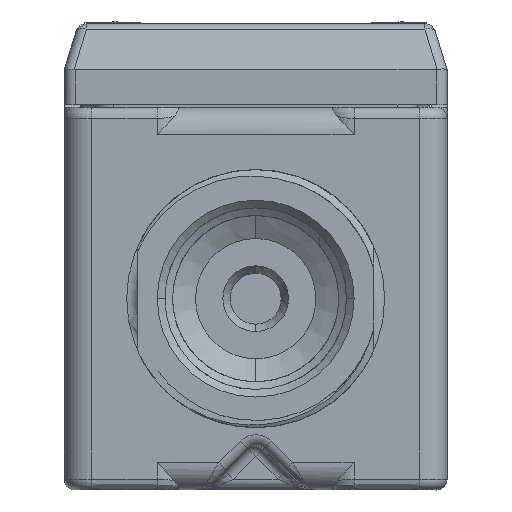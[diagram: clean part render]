
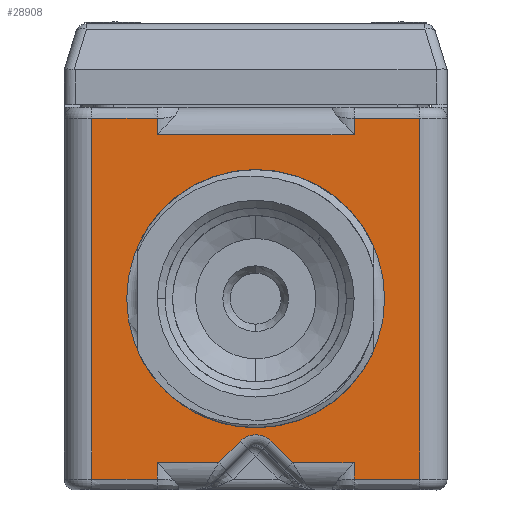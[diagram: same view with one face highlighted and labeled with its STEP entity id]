
A CAD part, front view. The second image highlights one B-rep face of the part: STEP entity #28908.
In plain terms, the highlighted planar face has unit normal (0, -1, 0).
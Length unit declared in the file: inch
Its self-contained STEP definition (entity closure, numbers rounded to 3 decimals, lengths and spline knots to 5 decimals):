
#4767=DIRECTION('',(-1.,0.,0.));
#4768=VECTOR('',#4767,0.9);
#4769=CARTESIAN_POINT('',(0.45,-2.34016,0.7498));
#4770=LINE('',#4769,#4768);
#5184=CARTESIAN_POINT('',(-0.7498,-2.34016,0.825));
#5185=CARTESIAN_POINT('',(-0.72918,-2.34016,
0.825));
#5186=CARTESIAN_POINT('',(-0.68932,-2.34016,
0.825));
#5187=CARTESIAN_POINT('',(-0.63384,-2.34016,
0.825));
#5188=CARTESIAN_POINT('',(-0.58225,-2.34016,
0.825));
#5189=CARTESIAN_POINT('',(-0.53438,-2.34016,
0.82499));
#5190=CARTESIAN_POINT('',(-0.49007,-2.34016,
0.82504));
#5191=CARTESIAN_POINT('',(-0.46295,-2.34016,
0.82492));
#5192=CARTESIAN_POINT('',(-0.45,-2.34016,
0.825));
#5194=DIRECTION('',(0.,0.,-1.));
#5195=VECTOR('',#5194,0.0752);
#5196=CARTESIAN_POINT('',(-0.45,-2.34016,
0.825));
#5197=LINE('',#5196,#5195);
#5198=DIRECTION('',(0.,0.,-1.));
#5199=VECTOR('',#5198,0.0752);
#5200=CARTESIAN_POINT('',(0.45,-2.34016,
0.825));
#5201=LINE('',#5200,#5199);
#5202=CARTESIAN_POINT('',(0.45,-2.34016,
0.825));
#5203=CARTESIAN_POINT('',(0.46295,-2.34016,
0.82492));
#5204=CARTESIAN_POINT('',(0.49006,-2.34016,
0.82505));
#5205=CARTESIAN_POINT('',(0.5344,-2.34016,
0.82499));
#5206=CARTESIAN_POINT('',(0.58227,-2.34016,
0.825));
#5207=CARTESIAN_POINT('',(0.63387,-2.34016,
0.825));
#5208=CARTESIAN_POINT('',(0.68934,-2.34016,
0.825));
#5209=CARTESIAN_POINT('',(0.72919,-2.34016,
0.825));
#5210=CARTESIAN_POINT('',(0.7498,-2.34016,0.825));
#5212=CARTESIAN_POINT('',(0.7498,-2.34016,-0.825));
#5213=CARTESIAN_POINT('',(0.72919,-2.34016,
-0.825));
#5214=CARTESIAN_POINT('',(0.68934,-2.34016,
-0.825));
#5215=CARTESIAN_POINT('',(0.63386,-2.34016,
-0.825));
#5216=CARTESIAN_POINT('',(0.58227,-2.34016,
-0.825));
#5217=CARTESIAN_POINT('',(0.5344,-2.34016,
-0.82499));
#5218=CARTESIAN_POINT('',(0.49006,-2.34016,
-0.82505));
#5219=CARTESIAN_POINT('',(0.46295,-2.34016,
-0.82492));
#5220=CARTESIAN_POINT('',(0.45,-2.34016,
-0.825));
#5222=DIRECTION('',(0.,0.,-1.));
#5223=VECTOR('',#5222,0.0752);
#5224=CARTESIAN_POINT('',(0.45,-2.34016,-0.7498));
#5225=LINE('',#5224,#5223);
#5226=DIRECTION('',(0.,0.,-1.));
#5227=VECTOR('',#5226,0.0752);
#5228=CARTESIAN_POINT('',(-0.45,-2.34016,-0.7498));
#5229=LINE('',#5228,#5227);
#5230=CARTESIAN_POINT('',(-0.45,-2.34016,
-0.825));
#5231=CARTESIAN_POINT('',(-0.46295,-2.34016,
-0.82492));
#5232=CARTESIAN_POINT('',(-0.49007,-2.34016,
-0.82504));
#5233=CARTESIAN_POINT('',(-0.53438,-2.34016,
-0.82499));
#5234=CARTESIAN_POINT('',(-0.58225,-2.34016,
-0.825));
#5235=CARTESIAN_POINT('',(-0.63385,-2.34016,
-0.825));
#5236=CARTESIAN_POINT('',(-0.68934,-2.34016,
-0.825));
#5237=CARTESIAN_POINT('',(-0.72919,-2.34016,
-0.825));
#5238=CARTESIAN_POINT('',(-0.7498,-2.34016,-0.825));
#5240=DIRECTION('',(0.,0.,1.));
#5241=VECTOR('',#5240,1.65);
#5242=CARTESIAN_POINT('',(-0.7498,-2.34016,-0.825));
#5243=LINE('',#5242,#5241);
#5244=CARTESIAN_POINT('',(0.,-2.34016,0.));
#5245=DIRECTION('',(0.,-1.,0.));
#5246=DIRECTION('',(0.,0.,-1.));
#5247=AXIS2_PLACEMENT_3D('',#5244,#5245,#5246);
#5249=CARTESIAN_POINT('',(0.,-2.34016,0.));
#5250=DIRECTION('',(0.,-1.,0.));
#5251=DIRECTION('',(0.,0.,1.));
#5252=AXIS2_PLACEMENT_3D('',#5249,#5250,#5251);
#5279=CARTESIAN_POINT('',(0.45,-2.34016,0.7498));
#5314=DIRECTION('',(0.,0.,1.));
#5315=VECTOR('',#5314,1.65);
#5316=CARTESIAN_POINT('',(0.7498,-2.34016,-0.825));
#5317=LINE('',#5316,#5315);
#5357=DIRECTION('',(1.,0.,0.));
#5358=VECTOR('',#5357,0.28117);
#5359=CARTESIAN_POINT('',(0.16883,-2.34016,
-0.7498));
#5360=LINE('',#5359,#5358);
#5530=DIRECTION('',(1.,0.,0.));
#5531=VECTOR('',#5530,0.28117);
#5532=CARTESIAN_POINT('',(-0.45,-2.34016,-0.7498));
#5533=LINE('',#5532,#5531);
#5572=CARTESIAN_POINT('',(-0.45,-2.34016,-0.7498));
#5624=CARTESIAN_POINT('',(-0.16883,-2.34016,
-0.7498));
#5693=CARTESIAN_POINT('',(0.,-2.34016,-0.7224));
#5694=DIRECTION('',(0.,1.,0.));
#5695=DIRECTION('',(-0.707,0.,0.707));
#5696=AXIS2_PLACEMENT_3D('',#5693,#5694,#5695);
#5698=DIRECTION('',(0.707,0.,0.707));
#5699=VECTOR('',#5698,0.13876);
#5700=CARTESIAN_POINT('',(-0.16883,-2.34016,
-0.7498));
#5701=LINE('',#5700,#5699);
#5711=DIRECTION('',(-0.707,0.,0.707));
#5712=VECTOR('',#5711,0.13876);
#5713=CARTESIAN_POINT('',(0.16883,-2.34016,
-0.7498));
#5714=LINE('',#5713,#5712);
#19143=CARTESIAN_POINT('',(0.,-2.34016,-0.58996));
#19144=CARTESIAN_POINT('',(0.,-2.34016,0.58996));
#19145=VERTEX_POINT('',#19143);
#19146=VERTEX_POINT('',#19144);
#19275=VERTEX_POINT('',#5624);
#19276=CARTESIAN_POINT('',(-0.07071,-2.34016,
-0.65168));
#19277=VERTEX_POINT('',#19276);
#19282=CARTESIAN_POINT('',(0.07071,-2.34016,
-0.65168));
#19283=VERTEX_POINT('',#19282);
#19284=CARTESIAN_POINT('',(0.16883,-2.34016,
-0.7498));
#19285=VERTEX_POINT('',#19284);
#19595=CARTESIAN_POINT('',(0.7498,-2.34016,0.825));
#19596=VERTEX_POINT('',#19595);
#19599=VERTEX_POINT('',#5184);
#19600=VERTEX_POINT('',#5192);
#19602=VERTEX_POINT('',#5202);
#19615=CARTESIAN_POINT('',(-0.7498,-2.34016,-0.825));
#19616=VERTEX_POINT('',#19615);
#19619=VERTEX_POINT('',#5212);
#19620=VERTEX_POINT('',#5220);
#19622=VERTEX_POINT('',#5230);
#19629=CARTESIAN_POINT('',(-0.45,-2.34016,0.7498));
#19630=VERTEX_POINT('',#19629);
#19633=VERTEX_POINT('',#5279);
#19639=VERTEX_POINT('',#5572);
#20063=CARTESIAN_POINT('',(0.45,-2.34016,-0.7498));
#20064=VERTEX_POINT('',#20063);
#28867=CARTESIAN_POINT('',(0.,-2.34016,0.));
#28868=DIRECTION('',(0.,1.,0.));
#28869=DIRECTION('',(1.,0.,0.));
#28870=AXIS2_PLACEMENT_3D('',#28867,#28868,#28869);
#28871=PLANE('',#28870);
#28872=ORIENTED_EDGE('',*,*,#27991,.T.);
#28874=ORIENTED_EDGE('',*,*,#28873,.T.);
#28875=ORIENTED_EDGE('',*,*,#28125,.F.);
#28877=ORIENTED_EDGE('',*,*,#28876,.F.);
#28878=ORIENTED_EDGE('',*,*,#28303,.T.);
#28880=ORIENTED_EDGE('',*,*,#28879,.F.);
#28882=ORIENTED_EDGE('',*,*,#28881,.T.);
#28884=ORIENTED_EDGE('',*,*,#28883,.F.);
#28886=ORIENTED_EDGE('',*,*,#28885,.F.);
#28888=ORIENTED_EDGE('',*,*,#28887,.T.);
#28890=ORIENTED_EDGE('',*,*,#28889,.F.);
#28892=ORIENTED_EDGE('',*,*,#28891,.F.);
#28894=ORIENTED_EDGE('',*,*,#28893,.F.);
#28896=ORIENTED_EDGE('',*,*,#28895,.T.);
#28898=ORIENTED_EDGE('',*,*,#28897,.T.);
#28899=ORIENTED_EDGE('',*,*,#28860,.T.);
#28900=EDGE_LOOP('',(#28872,#28874,#28875,#28877,#28878,#28880,#28882,#28884,
#28886,#28888,#28890,#28892,#28894,#28896,#28898,#28899));
#28901=FACE_OUTER_BOUND('',#28900,.F.);
#28903=ORIENTED_EDGE('',*,*,#28902,.T.);
#28905=ORIENTED_EDGE('',*,*,#28904,.T.);
#28906=EDGE_LOOP('',(#28903,#28905));
#28907=FACE_BOUND('',#28906,.F.);
#28908=ADVANCED_FACE('',(#28901,#28907),#28871,.F.);
#5193=B_SPLINE_CURVE_WITH_KNOTS('',3,(#5184,#5185,#5186,#5187,#5188,#5189,#5190,
#5191,#5192),.UNSPECIFIED.,.F.,.F.,(4,1,1,1,1,1,4),(0.,0.16667,
0.33333,0.5,0.66667,0.83333,1.),
.UNSPECIFIED.);
#5211=B_SPLINE_CURVE_WITH_KNOTS('',3,(#5202,#5203,#5204,#5205,#5206,#5207,#5208,
#5209,#5210),.UNSPECIFIED.,.F.,.F.,(4,1,1,1,1,1,4),(0.,0.16667,
0.33333,0.5,0.66667,0.83333,1.),
.UNSPECIFIED.);
#5221=B_SPLINE_CURVE_WITH_KNOTS('',3,(#5212,#5213,#5214,#5215,#5216,#5217,#5218,
#5219,#5220),.UNSPECIFIED.,.F.,.F.,(4,1,1,1,1,1,4),(0.,0.16667,
0.33333,0.5,0.66667,0.83333,1.),
.UNSPECIFIED.);
#5239=B_SPLINE_CURVE_WITH_KNOTS('',3,(#5230,#5231,#5232,#5233,#5234,#5235,#5236,
#5237,#5238),.UNSPECIFIED.,.F.,.F.,(4,1,1,1,1,1,4),(0.,0.16667,
0.33333,0.5,0.66667,0.83333,1.),
.UNSPECIFIED.);
#5248=CIRCLE('',#5247,0.58996);
#5253=CIRCLE('',#5252,0.58996);
#5697=CIRCLE('',#5696,0.1);
#27991=EDGE_CURVE('',#19599,#19600,#5193,.T.);
#28125=EDGE_CURVE('',#19633,#19630,#4770,.T.);
#28303=EDGE_CURVE('',#19602,#19596,#5211,.T.);
#28860=EDGE_CURVE('',#19616,#19599,#5243,.T.);
#28873=EDGE_CURVE('',#19600,#19630,#5197,.T.);
#28876=EDGE_CURVE('',#19602,#19633,#5201,.T.);
#28879=EDGE_CURVE('',#19619,#19596,#5317,.T.);
#28881=EDGE_CURVE('',#19619,#19620,#5221,.T.);
#28883=EDGE_CURVE('',#20064,#19620,#5225,.T.);
#28885=EDGE_CURVE('',#19285,#20064,#5360,.T.);
#28887=EDGE_CURVE('',#19285,#19283,#5714,.T.);
#28889=EDGE_CURVE('',#19277,#19283,#5697,.T.);
#28891=EDGE_CURVE('',#19275,#19277,#5701,.T.);
#28893=EDGE_CURVE('',#19639,#19275,#5533,.T.);
#28895=EDGE_CURVE('',#19639,#19622,#5229,.T.);
#28897=EDGE_CURVE('',#19622,#19616,#5239,.T.);
#28902=EDGE_CURVE('',#19145,#19146,#5248,.T.);
#28904=EDGE_CURVE('',#19146,#19145,#5253,.T.);
